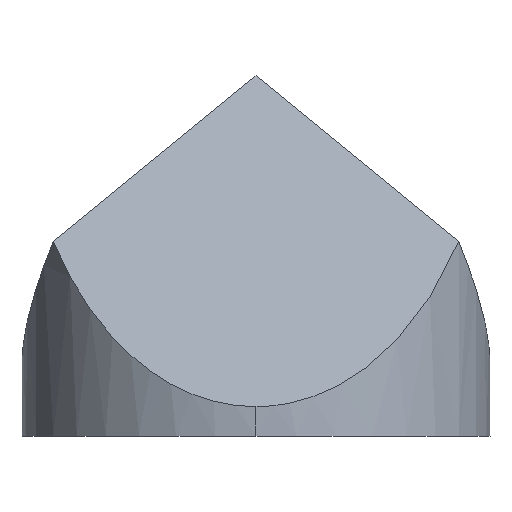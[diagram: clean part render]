
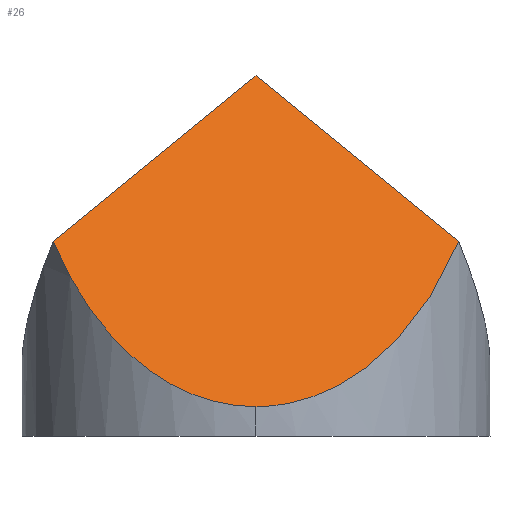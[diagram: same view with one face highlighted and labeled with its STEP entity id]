
A CAD part, left-side view. The second image highlights one B-rep face of the part: STEP entity #26.
In plain terms, the highlighted planar face has unit normal (-0.816, 0, 0.577).
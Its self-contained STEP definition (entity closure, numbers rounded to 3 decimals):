
#4 = CARTESIAN_POINT ( 'NONE',  ( 0., 0., 47.9 ) ) ;
#13 = VERTEX_POINT ( 'NONE', #4 ) ;
#26 = ADVANCED_FACE ( 'NONE', ( #79 ), #267, .F. ) ;
#28 = DIRECTION ( 'NONE',  ( 0.816, 0., -0.577 ) ) ;
#36 = AXIS2_PLACEMENT_3D ( 'NONE', #124, #28, #49 ) ;
#44 = CARTESIAN_POINT ( 'NONE',  ( -15.55, -26.933, 25.914 ) ) ;
#46 = CARTESIAN_POINT ( 'NONE',  ( -25.408, -21.242, 11.975 ) ) ;
#48 =( BOUNDED_CURVE ( )  B_SPLINE_CURVE ( 3, ( #44, #46, #291, #143 ),
 .UNSPECIFIED., .F., .F. ) 
 B_SPLINE_CURVE_WITH_KNOTS ( ( 4, 4 ),
 ( 5.236, 6.283 ),
 .UNSPECIFIED. ) 
 CURVE ( )  GEOMETRIC_REPRESENTATION_ITEM ( )  RATIONAL_B_SPLINE_CURVE ( ( 1., 0.911, 0.911, 1. ) ) 
 REPRESENTATION_ITEM ( '' )  );
#49 = DIRECTION ( 'NONE',  ( -0.577, 0., -0.816 ) ) ;
#79 = FACE_OUTER_BOUND ( 'NONE', #95, .T. ) ;
#86 = ORIENTED_EDGE ( 'NONE', *, *, #258, .T. ) ;
#95 = EDGE_LOOP ( 'NONE', ( #244, #86, #130, #247 ) ) ;
#98 = DIRECTION ( 'NONE',  ( 0.408, -0.707, 0.577 ) ) ;
#106 = EDGE_CURVE ( 'NONE', #312, #13, #246, .T. ) ;
#112 = CARTESIAN_POINT ( 'NONE',  ( -31.1, 0., 3.927 ) ) ;
#124 = CARTESIAN_POINT ( 'NONE',  ( 0., -39.5, 47.9 ) ) ;
#130 = ORIENTED_EDGE ( 'NONE', *, *, #106, .F. ) ;
#135 = CARTESIAN_POINT ( 'NONE',  ( -15.55, 26.933, 25.914 ) ) ;
#138 = CARTESIAN_POINT ( 'NONE',  ( -15.55, -26.933, 25.914 ) ) ;
#143 = CARTESIAN_POINT ( 'NONE',  ( -31.1, 0., 3.927 ) ) ;
#146 =( BOUNDED_CURVE ( )  B_SPLINE_CURVE ( 3, ( #226, #159, #304, #183 ),
 .UNSPECIFIED., .F., .F. ) 
 B_SPLINE_CURVE_WITH_KNOTS ( ( 4, 4 ),
 ( 0., 1.047 ),
 .UNSPECIFIED. ) 
 CURVE ( )  GEOMETRIC_REPRESENTATION_ITEM ( )  RATIONAL_B_SPLINE_CURVE ( ( 1., 0.911, 0.911, 1. ) ) 
 REPRESENTATION_ITEM ( '' )  );
#159 = CARTESIAN_POINT ( 'NONE',  ( -31.1, 11.383, 3.927 ) ) ;
#168 = EDGE_CURVE ( 'NONE', #271, #295, #48, .T. ) ;
#183 = CARTESIAN_POINT ( 'NONE',  ( -15.55, 26.933, 25.914 ) ) ;
#193 = VECTOR ( 'NONE', #254, 1000. ) ;
#198 = LINE ( 'NONE', #200, #193 ) ;
#200 = CARTESIAN_POINT ( 'NONE',  ( -11.404, -19.753, 31.775 ) ) ;
#214 = VECTOR ( 'NONE', #98, 1000. ) ;
#226 = CARTESIAN_POINT ( 'NONE',  ( -31.1, 0., 3.927 ) ) ;
#236 = CARTESIAN_POINT ( 'NONE',  ( 11.404, -19.753, 64.025 ) ) ;
#244 = ORIENTED_EDGE ( 'NONE', *, *, #168, .F. ) ;
#246 = LINE ( 'NONE', #236, #214 ) ;
#247 = ORIENTED_EDGE ( 'NONE', *, *, #280, .F. ) ;
#254 = DIRECTION ( 'NONE',  ( 0.408, 0.707, 0.577 ) ) ;
#258 = EDGE_CURVE ( 'NONE', #271, #13, #198, .T. ) ;
#267 = PLANE ( 'NONE',  #36 ) ;
#271 = VERTEX_POINT ( 'NONE', #138 ) ;
#280 = EDGE_CURVE ( 'NONE', #295, #312, #146, .T. ) ;
#291 = CARTESIAN_POINT ( 'NONE',  ( -31.1, -11.383, 3.927 ) ) ;
#295 = VERTEX_POINT ( 'NONE', #112 ) ;
#304 = CARTESIAN_POINT ( 'NONE',  ( -25.408, 21.242, 11.975 ) ) ;
#312 = VERTEX_POINT ( 'NONE', #135 ) ;
